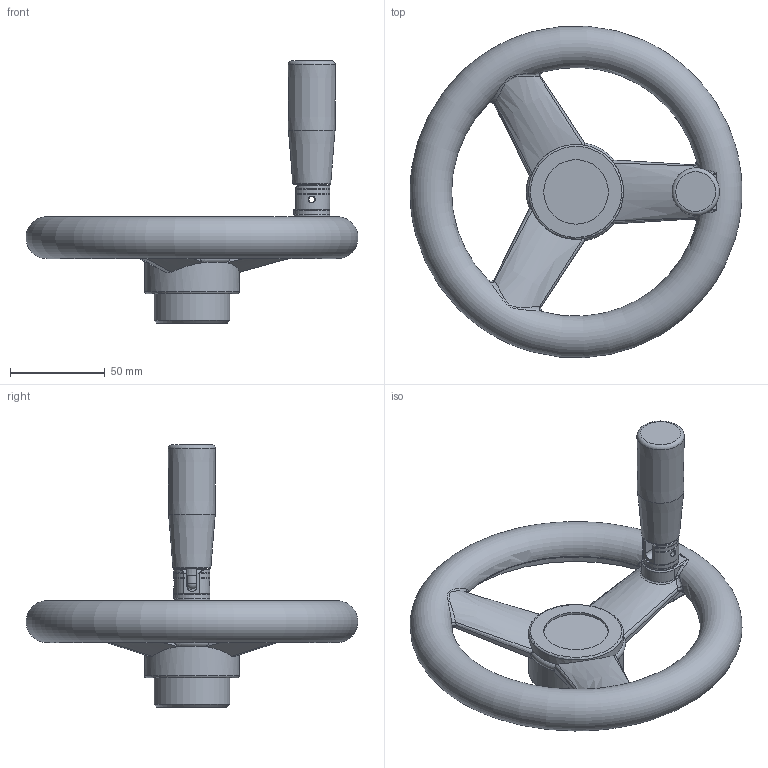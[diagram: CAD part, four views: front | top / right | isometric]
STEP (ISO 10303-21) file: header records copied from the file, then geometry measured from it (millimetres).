
FILE_DESCRIPTION( ( 'Unknown' ), '1' );
FILE_NAME( '6223015_VRAF175-MR.stp', 'Unknown', ( 'Unknown' ), ( 'Unknown' ), 'PSStep 10.0', 'Unknown', ' ' );
FILE_SCHEMA( ( 'automotive_design' ) );
Length unit declared in the file: millimetre
Products named in the file (2): 6153015
Bounding box: 174.9 x 174.62 x 138.1 mm (x, y, z)
Volume: 298607.8 mm3; surface area: 64876.7 mm2
Topology: 2 solids, 3 shells, 185 faces, 495 edges, 311 vertices
Faces by surface type: plane 55, bspline 50, cylinder 42, torus 23, cone 14, sphere 1
Full cylindrical faces by diameter (mm): 2.5 x1, 3.25 x2, 3.5 x1, 6 x2, 6.1 x1, 6.4 x1, 6.5 x1, 8.2 x1, 8.31 x1, 9 x2, 9.339 x1, 10 x1, 10.716 x1, 12 x1, 12.682 x1, 19 x2, 34 x1, 40 x1, 50 x2
Entity records: 13701 total; most frequent: CARTESIAN_POINT 8304, ORIENTED_EDGE 840, DIRECTION 686, EDGE_CURVE 420, AXIS2_PLACEMENT_3D 295, VERTEX_POINT 286, EDGE_LOOP 251, FACE_OUTER_BOUND 221
